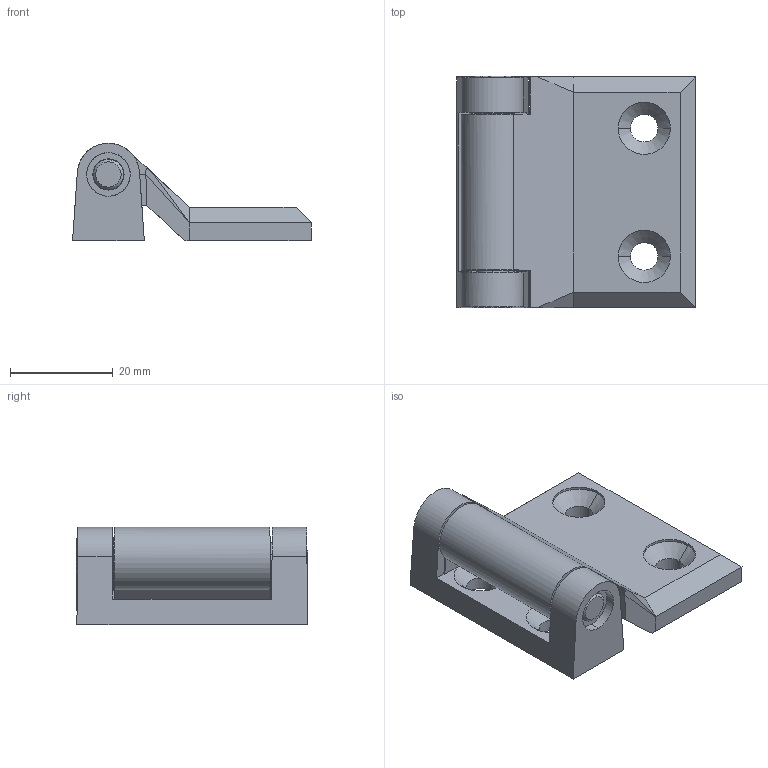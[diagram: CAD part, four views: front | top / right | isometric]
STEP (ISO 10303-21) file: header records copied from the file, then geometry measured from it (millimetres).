
FILE_DESCRIPTION (( 'STEP AP203' ), '1' );
FILE_NAME ('MK10.1.2.00.KROM.STEP', '2022-12-19T12:02:56', ( '' ), ( '' ), 'SwSTEP 2.0', 'SolidWorks 2021', '' );
FILE_SCHEMA (( 'CONFIG_CONTROL_DESIGN' ));
Length unit declared in the file: millimetre
Products named in the file (1): MK10.1.2.00.KROM
Bounding box: 46.62 x 45.09 x 19 mm (x, y, z)
Surface area: 9782.7 mm2 (no closed solid volume)
Topology: 0 solids, 5 shells, 122 faces, 398 edges, 282 vertices
Faces by surface type: plane 73, cylinder 25, cone 20, torus 4
Entity records: 4835 total; most frequent: CARTESIAN_POINT 1558, ORIENTED_EDGE 690, DIRECTION 554, EDGE_CURVE 398, VERTEX_POINT 282, AXIS2_PLACEMENT_3D 188, LINE 178, VECTOR 178
